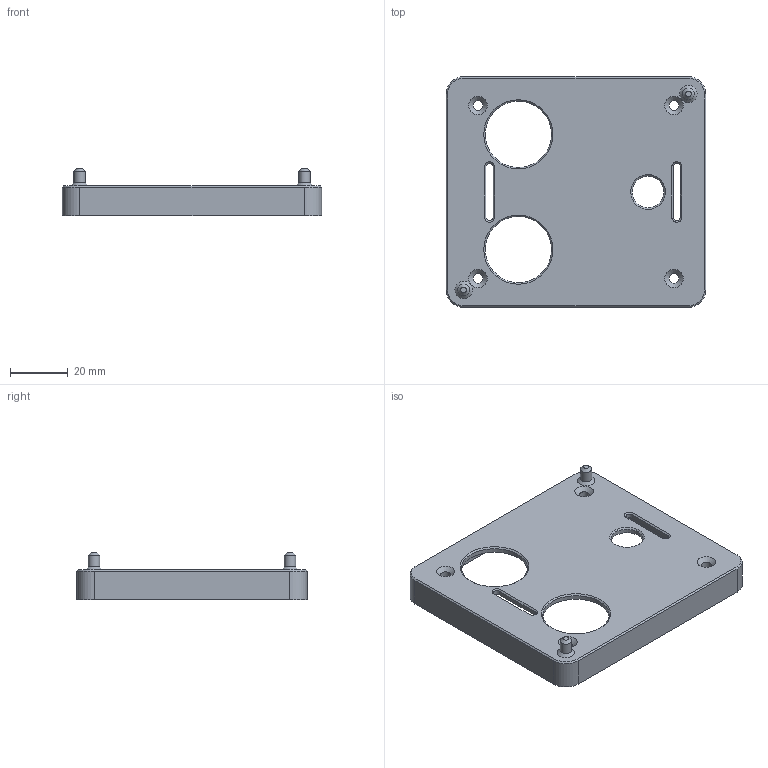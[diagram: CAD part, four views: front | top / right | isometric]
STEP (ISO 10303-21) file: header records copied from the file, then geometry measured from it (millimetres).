
FILE_DESCRIPTION(/* description */ (''),/* implementation_level */ '2;1');
FILE_NAME(/* name */ 'top_enclosure.step',/* time_stamp */ '2023-12-10T21:44:15-08:00',/* author */ (''),/* organization */ (''),/* preprocessor_version */ 'ST-DEVELOPER v20',/* originating_system */ 'Autodesk Translation Framework v12.14.0.127',/* authorisation */ '');
FILE_SCHEMA (('AUTOMOTIVE_DESIGN { 1 0 10303 214 3 1 1 }'));
Length unit declared in the file: millimetre
Products named in the file (1): top_enclosure
Bounding box: 90 x 80 x 16.4 mm (x, y, z)
Volume: 17978.4 mm3; surface area: 19253.4 mm2
Topology: 1 solids, 1 shells, 82 faces, 189 edges, 117 vertices
Faces by surface type: plane 34, cylinder 25, cone 23
Full cylindrical faces by diameter (mm): 3.5 x4, 4 x2, 8 x4, 11 x1, 23 x2
Entity records: 2383 total; most frequent: DIRECTION 432, CARTESIAN_POINT 389, ORIENTED_EDGE 378, EDGE_CURVE 189, AXIS2_PLACEMENT_3D 160, VERTEX_POINT 117, LINE 112, VECTOR 112
